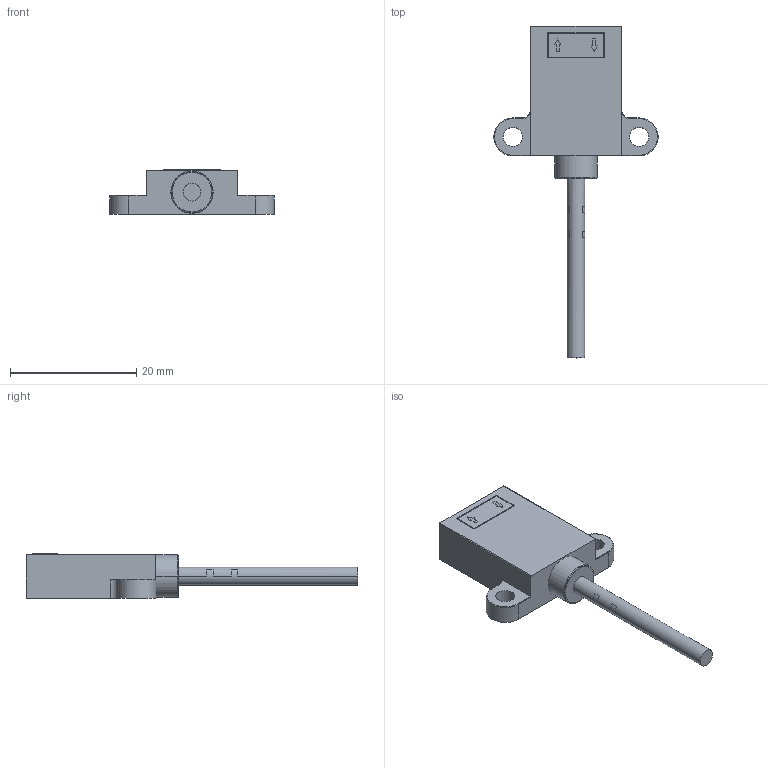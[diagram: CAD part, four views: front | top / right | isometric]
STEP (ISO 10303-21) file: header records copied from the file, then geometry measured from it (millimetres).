
FILE_DESCRIPTION((''),'2;1');
FILE_NAME('MP2-412-WD_WL_1_','2021-08-10T',('Gavin'),(''),'PRO/ENGINEER BY PARAMETRIC TECHNOLOGY CORPORATION, 2009440','PRO/ENGINEER BY PARAMETRIC TECHNOLOGY CORPORATION, 2009440','');
FILE_SCHEMA(('CONFIG_CONTROL_DESIGN'));
Length unit declared in the file: millimetre
Products named in the file (1): MP2-412-WD_WL_1_
Bounding box: 26 x 52.55 x 7.05 mm (x, y, z)
Volume: 2509.7 mm3; surface area: 1683.1 mm2
Topology: 1 solids, 3 shells, 98 faces, 277 edges, 193 vertices
Faces by surface type: plane 56, cylinder 22, torus 20
Entity records: 3310 total; most frequent: DIRECTION 590, CARTESIAN_POINT 576, ORIENTED_EDGE 554, EDGE_CURVE 277, AXIS2_PLACEMENT_3D 217, VERTEX_POINT 193, VECTOR 156, LINE 156
